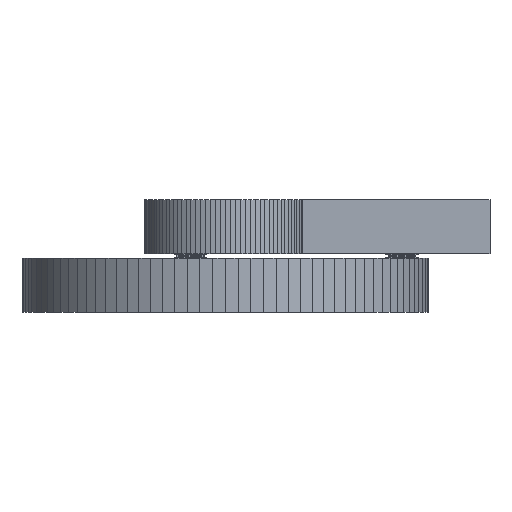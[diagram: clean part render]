
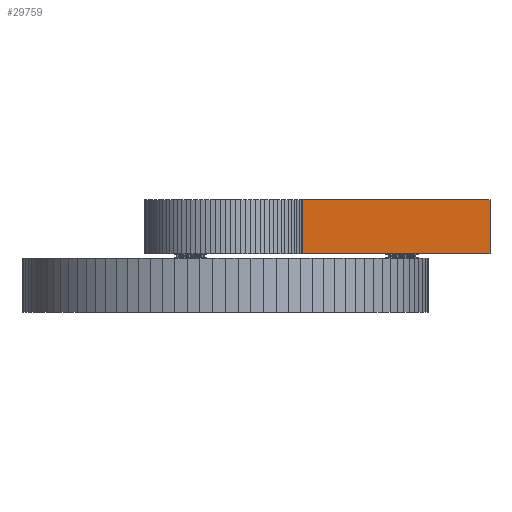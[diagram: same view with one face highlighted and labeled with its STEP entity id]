
A CAD part, front view. The second image highlights one B-rep face of the part: STEP entity #29759.
In plain terms, the highlighted planar face has unit normal (0, -1, 0).
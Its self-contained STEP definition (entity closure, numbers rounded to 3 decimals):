
#23597 = PLANE('',#23598);
#23598 = AXIS2_PLACEMENT_3D('',#23599,#23600,#23601);
#23599 = CARTESIAN_POINT('',(61500.056,500.,43000.));
#23600 = DIRECTION('',(-0.,-0.,-1.));
#23601 = DIRECTION('',(-1.,0.,0.));
#26495 = VERTEX_POINT('',#26496);
#26496 = CARTESIAN_POINT('',(194900.,-19500.,43000.));
#26510 = PLANE('',#26511);
#26511 = AXIS2_PLACEMENT_3D('',#26512,#26513,#26514);
#26512 = CARTESIAN_POINT('',(194900.,20500.,43000.));
#26513 = DIRECTION('',(1.,0.,0.));
#26514 = DIRECTION('',(0.,-1.,0.));
#26522 = EDGE_CURVE('',#26495,#26523,#26525,.T.);
#26523 = VERTEX_POINT('',#26524);
#26524 = CARTESIAN_POINT('',(56438.,-19500.,43000.));
#26525 = SURFACE_CURVE('',#26526,(#26530,#26537),.PCURVE_S1.);
#26526 = LINE('',#26527,#26528);
#26527 = CARTESIAN_POINT('',(194900.,-19500.,43000.));
#26528 = VECTOR('',#26529,1.);
#26529 = DIRECTION('',(-1.,0.,0.));
#26530 = PCURVE('',#23597,#26531);
#26531 = DEFINITIONAL_REPRESENTATION('',(#26532),#26536);
#26532 = LINE('',#26533,#26534);
#26533 = CARTESIAN_POINT('',(-133399.944,-20000.));
#26534 = VECTOR('',#26535,1.);
#26535 = DIRECTION('',(1.,0.));
#26536 = ( GEOMETRIC_REPRESENTATION_CONTEXT(2) 
PARAMETRIC_REPRESENTATION_CONTEXT() REPRESENTATION_CONTEXT('2D SPACE',''
  ) );
#26537 = PCURVE('',#26538,#26543);
#26538 = PLANE('',#26539);
#26539 = AXIS2_PLACEMENT_3D('',#26540,#26541,#26542);
#26540 = CARTESIAN_POINT('',(194900.,-19500.,43000.));
#26541 = DIRECTION('',(0.,-1.,0.));
#26542 = DIRECTION('',(-1.,0.,0.));
#26543 = DEFINITIONAL_REPRESENTATION('',(#26544),#26548);
#26544 = LINE('',#26545,#26546);
#26545 = CARTESIAN_POINT('',(0.,-0.));
#26546 = VECTOR('',#26547,1.);
#26547 = DIRECTION('',(1.,0.));
#26548 = ( GEOMETRIC_REPRESENTATION_CONTEXT(2) 
PARAMETRIC_REPRESENTATION_CONTEXT() REPRESENTATION_CONTEXT('2D SPACE',''
  ) );
#26566 = PLANE('',#26567);
#26567 = AXIS2_PLACEMENT_3D('',#26568,#26569,#26570);
#26568 = CARTESIAN_POINT('',(56438.,-19500.,43000.));
#26569 = DIRECTION('',(0.941,-0.339,0.));
#26570 = DIRECTION('',(-0.339,-0.941,0.));
#27766 = PLANE('',#27767);
#27767 = AXIS2_PLACEMENT_3D('',#27768,#27769,#27770);
#27768 = CARTESIAN_POINT('',(61500.056,500.,83000.));
#27769 = DIRECTION('',(-0.,-0.,-1.));
#27770 = DIRECTION('',(-1.,0.,0.));
#29665 = EDGE_CURVE('',#26523,#29666,#29668,.T.);
#29666 = VERTEX_POINT('',#29667);
#29667 = CARTESIAN_POINT('',(56438.,-19500.,83000.));
#29668 = SURFACE_CURVE('',#29669,(#29673,#29680),.PCURVE_S1.);
#29669 = LINE('',#29670,#29671);
#29670 = CARTESIAN_POINT('',(56438.,-19500.,43000.));
#29671 = VECTOR('',#29672,1.);
#29672 = DIRECTION('',(0.,0.,1.));
#29673 = PCURVE('',#26566,#29674);
#29674 = DEFINITIONAL_REPRESENTATION('',(#29675),#29679);
#29675 = LINE('',#29676,#29677);
#29676 = CARTESIAN_POINT('',(0.,0.));
#29677 = VECTOR('',#29678,1.);
#29678 = DIRECTION('',(0.,-1.));
#29679 = ( GEOMETRIC_REPRESENTATION_CONTEXT(2) 
PARAMETRIC_REPRESENTATION_CONTEXT() REPRESENTATION_CONTEXT('2D SPACE',''
  ) );
#29680 = PCURVE('',#26538,#29681);
#29681 = DEFINITIONAL_REPRESENTATION('',(#29682),#29686);
#29682 = LINE('',#29683,#29684);
#29683 = CARTESIAN_POINT('',(138462.,0.));
#29684 = VECTOR('',#29685,1.);
#29685 = DIRECTION('',(0.,-1.));
#29686 = ( GEOMETRIC_REPRESENTATION_CONTEXT(2) 
PARAMETRIC_REPRESENTATION_CONTEXT() REPRESENTATION_CONTEXT('2D SPACE',''
  ) );
#29759 = ADVANCED_FACE('',(#29760),#26538,.T.);
#29760 = FACE_BOUND('',#29761,.T.);
#29761 = EDGE_LOOP('',(#29762,#29785,#29806,#29807));
#29762 = ORIENTED_EDGE('',*,*,#29763,.T.);
#29763 = EDGE_CURVE('',#26495,#29764,#29766,.T.);
#29764 = VERTEX_POINT('',#29765);
#29765 = CARTESIAN_POINT('',(194900.,-19500.,83000.));
#29766 = SURFACE_CURVE('',#29767,(#29771,#29778),.PCURVE_S1.);
#29767 = LINE('',#29768,#29769);
#29768 = CARTESIAN_POINT('',(194900.,-19500.,43000.));
#29769 = VECTOR('',#29770,1.);
#29770 = DIRECTION('',(0.,0.,1.));
#29771 = PCURVE('',#26538,#29772);
#29772 = DEFINITIONAL_REPRESENTATION('',(#29773),#29777);
#29773 = LINE('',#29774,#29775);
#29774 = CARTESIAN_POINT('',(0.,-0.));
#29775 = VECTOR('',#29776,1.);
#29776 = DIRECTION('',(0.,-1.));
#29777 = ( GEOMETRIC_REPRESENTATION_CONTEXT(2) 
PARAMETRIC_REPRESENTATION_CONTEXT() REPRESENTATION_CONTEXT('2D SPACE',''
  ) );
#29778 = PCURVE('',#26510,#29779);
#29779 = DEFINITIONAL_REPRESENTATION('',(#29780),#29784);
#29780 = LINE('',#29781,#29782);
#29781 = CARTESIAN_POINT('',(40000.,0.));
#29782 = VECTOR('',#29783,1.);
#29783 = DIRECTION('',(0.,-1.));
#29784 = ( GEOMETRIC_REPRESENTATION_CONTEXT(2) 
PARAMETRIC_REPRESENTATION_CONTEXT() REPRESENTATION_CONTEXT('2D SPACE',''
  ) );
#29785 = ORIENTED_EDGE('',*,*,#29786,.T.);
#29786 = EDGE_CURVE('',#29764,#29666,#29787,.T.);
#29787 = SURFACE_CURVE('',#29788,(#29792,#29799),.PCURVE_S1.);
#29788 = LINE('',#29789,#29790);
#29789 = CARTESIAN_POINT('',(194900.,-19500.,83000.));
#29790 = VECTOR('',#29791,1.);
#29791 = DIRECTION('',(-1.,0.,0.));
#29792 = PCURVE('',#26538,#29793);
#29793 = DEFINITIONAL_REPRESENTATION('',(#29794),#29798);
#29794 = LINE('',#29795,#29796);
#29795 = CARTESIAN_POINT('',(0.,-40000.));
#29796 = VECTOR('',#29797,1.);
#29797 = DIRECTION('',(1.,0.));
#29798 = ( GEOMETRIC_REPRESENTATION_CONTEXT(2) 
PARAMETRIC_REPRESENTATION_CONTEXT() REPRESENTATION_CONTEXT('2D SPACE',''
  ) );
#29799 = PCURVE('',#27766,#29800);
#29800 = DEFINITIONAL_REPRESENTATION('',(#29801),#29805);
#29801 = LINE('',#29802,#29803);
#29802 = CARTESIAN_POINT('',(-133399.944,-20000.));
#29803 = VECTOR('',#29804,1.);
#29804 = DIRECTION('',(1.,0.));
#29805 = ( GEOMETRIC_REPRESENTATION_CONTEXT(2) 
PARAMETRIC_REPRESENTATION_CONTEXT() REPRESENTATION_CONTEXT('2D SPACE',''
  ) );
#29806 = ORIENTED_EDGE('',*,*,#29665,.F.);
#29807 = ORIENTED_EDGE('',*,*,#26522,.F.);
